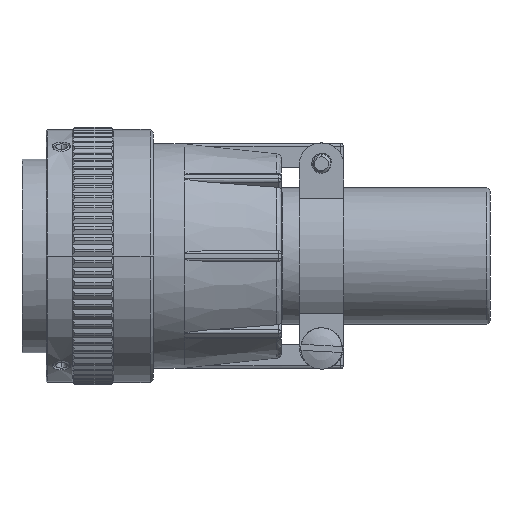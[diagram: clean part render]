
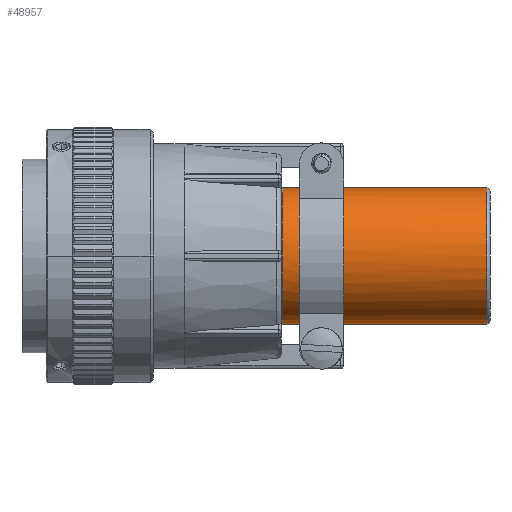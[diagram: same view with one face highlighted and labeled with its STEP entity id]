
A CAD part, left-side view. The second image highlights one B-rep face of the part: STEP entity #48957.
In plain terms, the highlighted cylindrical face has radius 15.75 mm (diameter 31.5 mm), a partial arc.
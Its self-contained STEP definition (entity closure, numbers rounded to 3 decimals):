
#4395=CARTESIAN_POINT('',(0.,-28.33,0.));
#4396=DIRECTION('',(0.,1.,0.));
#4397=DIRECTION('',(0.,0.,-1.));
#4398=AXIS2_PLACEMENT_3D('',#4395,#4396,#4397);
#4456=DIRECTION('',(0.,1.,0.));
#4457=VECTOR('',#4456,47.243);
#4458=CARTESIAN_POINT('',(0.,-75.573,-15.75));
#4459=LINE('2342',#4458,#4457);
#4460=DIRECTION('',(0.,1.,0.));
#4461=VECTOR('',#4460,47.243);
#4462=CARTESIAN_POINT('',(0.,-75.573,15.75));
#4463=LINE('2343',#4462,#4461);
#4464=CARTESIAN_POINT('',(0.,-75.573,0.));
#4465=DIRECTION('',(0.,1.,0.));
#4466=DIRECTION('',(0.,0.,-1.));
#4467=AXIS2_PLACEMENT_3D('',#4464,#4465,#4466);
#5849=CARTESIAN_POINT('',(0.,-32.195,0.));
#5850=DIRECTION('',(0.,-1.,0.));
#5851=DIRECTION('',(-0.479,0.,0.878));
#5852=AXIS2_PLACEMENT_3D('',#5849,#5850,#5851);
#5909=DIRECTION('',(0.,-1.,0.));
#5910=VECTOR('',#5909,2.495);
#5911=CARTESIAN_POINT('',(-7.54,-32.195,13.828));
#5912=LINE('2362',#5911,#5910);
#5925=DIRECTION('',(0.,-1.,0.));
#5926=VECTOR('',#5925,2.495);
#5927=CARTESIAN_POINT('',(-7.54,-39.99,13.828));
#5928=LINE('2363',#5927,#5926);
#5929=CARTESIAN_POINT('',(0.,-34.69,0.));
#5930=DIRECTION('',(0.,-1.,0.));
#5931=DIRECTION('',(-0.479,0.,0.878));
#5932=AXIS2_PLACEMENT_3D('',#5929,#5930,#5931);
#5939=DIRECTION('',(0.,-1.,0.));
#5940=VECTOR('',#5939,2.495);
#5941=CARTESIAN_POINT('',(-7.54,-32.195,-13.828));
#5942=LINE('2360',#5941,#5940);
#5947=DIRECTION('',(0.,-1.,0.));
#5948=VECTOR('',#5947,2.495);
#5949=CARTESIAN_POINT('',(-7.54,-39.99,-13.828));
#5950=LINE('2361',#5949,#5948);
#24462=CARTESIAN_POINT('',(0.,-42.485,0.));
#24463=DIRECTION('',(0.,-1.,0.));
#24464=DIRECTION('',(-0.479,0.,0.878));
#24465=AXIS2_PLACEMENT_3D('',#24462,#24463,#24464);
#36279=CARTESIAN_POINT('',(0.,-39.99,0.));
#36280=DIRECTION('',(0.,-1.,0.));
#36281=DIRECTION('',(-0.479,0.,0.878));
#36282=AXIS2_PLACEMENT_3D('',#36279,#36280,#36281);
#41810=CARTESIAN_POINT('',(0.,-75.573,-15.75));
#41811=CARTESIAN_POINT('',(0.,-28.33,-15.75));
#41812=VERTEX_POINT('',#41810);
#41813=VERTEX_POINT('',#41811);
#41814=CARTESIAN_POINT('',(0.,-75.573,15.75));
#41815=CARTESIAN_POINT('',(0.,-28.33,15.75));
#41816=VERTEX_POINT('',#41814);
#41817=VERTEX_POINT('',#41815);
#41834=CARTESIAN_POINT('',(-7.54,-32.195,13.828));
#41835=CARTESIAN_POINT('',(-7.54,-32.195,-13.828));
#41836=VERTEX_POINT('',#41834);
#41837=VERTEX_POINT('',#41835);
#41838=CARTESIAN_POINT('',(-7.54,-42.485,13.828));
#41839=CARTESIAN_POINT('',(-7.54,-42.485,-13.828));
#41840=VERTEX_POINT('',#41838);
#41841=VERTEX_POINT('',#41839);
#41842=CARTESIAN_POINT('',(-7.54,-34.69,-13.828));
#41843=VERTEX_POINT('',#41842);
#41844=CARTESIAN_POINT('',(-7.54,-39.99,-13.828));
#41845=VERTEX_POINT('',#41844);
#41846=CARTESIAN_POINT('',(-7.54,-34.69,13.828));
#41847=VERTEX_POINT('',#41846);
#41848=CARTESIAN_POINT('',(-7.54,-39.99,13.828));
#41849=VERTEX_POINT('',#41848);
#48925=CARTESIAN_POINT('',(0.,-22.568,0.));
#48926=DIRECTION('',(0.,-1.,0.));
#48927=DIRECTION('',(0.,0.,1.));
#48928=AXIS2_PLACEMENT_3D('',#48925,#48926,#48927);
#48929=CYLINDRICAL_SURFACE('614',#48928,15.75);
#48930=ORIENTED_EDGE('2342',*,*,#48888,.T.);
#48931=ORIENTED_EDGE('2347',*,*,#48829,.T.);
#48932=ORIENTED_EDGE('2343',*,*,#48892,.F.);
#48934=ORIENTED_EDGE('2353',*,*,#48933,.F.);
#48935=EDGE_LOOP('614',(#48930,#48931,#48932,#48934));
#48936=FACE_OUTER_BOUND('614',#48935,.F.);
#48938=ORIENTED_EDGE('2358',*,*,#48937,.T.);
#48940=ORIENTED_EDGE('2360',*,*,#48939,.T.);
#48942=ORIENTED_EDGE('2365',*,*,#48941,.F.);
#48944=ORIENTED_EDGE('2362',*,*,#48943,.F.);
#48945=EDGE_LOOP('614',(#48938,#48940,#48942,#48944));
#48946=FACE_BOUND('614',#48945,.F.);
#48948=ORIENTED_EDGE('2359',*,*,#48947,.F.);
#48950=ORIENTED_EDGE('2363',*,*,#48949,.F.);
#48952=ORIENTED_EDGE('2364',*,*,#48951,.T.);
#48954=ORIENTED_EDGE('2361',*,*,#48953,.T.);
#48955=EDGE_LOOP('614',(#48948,#48950,#48952,#48954));
#48956=FACE_BOUND('614',#48955,.F.);
#4399=CIRCLE('2347',#4398,15.75);
#4468=CIRCLE('2353',#4467,15.75);
#5853=CIRCLE('2358',#5852,15.75);
#5933=CIRCLE('2365',#5932,15.75);
#24466=CIRCLE('2359',#24465,15.75);
#36283=CIRCLE('2364',#36282,15.75);
#48829=EDGE_CURVE('2347',#41813,#41817,#4399,.T.);
#48888=EDGE_CURVE('2342',#41812,#41813,#4459,.T.);
#48892=EDGE_CURVE('2343',#41816,#41817,#4463,.T.);
#48933=EDGE_CURVE('2353',#41812,#41816,#4468,.T.);
#48937=EDGE_CURVE('2358',#41836,#41837,#5853,.T.);
#48939=EDGE_CURVE('2360',#41837,#41843,#5942,.T.);
#48941=EDGE_CURVE('2365',#41847,#41843,#5933,.T.);
#48943=EDGE_CURVE('2362',#41836,#41847,#5912,.T.);
#48947=EDGE_CURVE('2359',#41840,#41841,#24466,.T.);
#48949=EDGE_CURVE('2363',#41849,#41840,#5928,.T.);
#48951=EDGE_CURVE('2364',#41849,#41845,#36283,.T.);
#48953=EDGE_CURVE('2361',#41845,#41841,#5950,.T.);
#48957=ADVANCED_FACE('614',(#48936,#48946,#48956),#48929,.T.);
